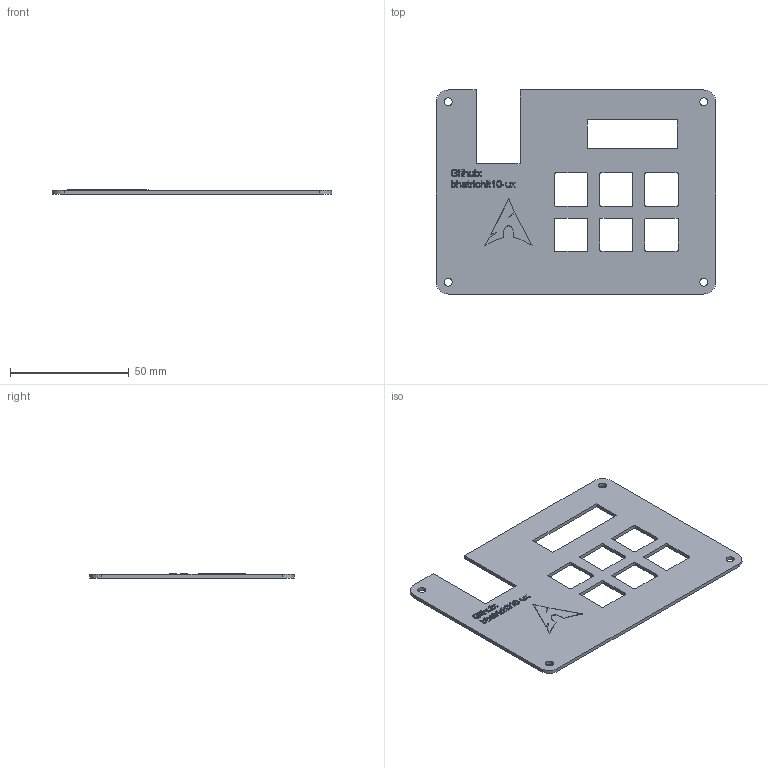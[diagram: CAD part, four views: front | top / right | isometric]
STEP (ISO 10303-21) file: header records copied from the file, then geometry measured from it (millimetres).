
FILE_DESCRIPTION(/* description */ (''),/* implementation_level */ '2;1');
FILE_NAME(/* name */ '4c309a69-b134-4ae2-9654-9e9f4d495f8c.stp',/* time_stamp */ '2025-12-17T03:58:20Z',/* author */ (''),/* organization */ (''),/* preprocessor_version */ 'ST-DEVELOPER v20.1',/* originating_system */ 'Autodesk Translation Framework v14.24.0.0',/* authorisation */ '');
FILE_SCHEMA (('AUTOMOTIVE_DESIGN { 1 0 10303 214 3 1 1 }'));
Length unit declared in the file: millimetre
Products named in the file (1): 2025-12-17-09-03-03-755
Bounding box: 117.63 x 85.92 x 1.7 mm (x, y, z)
Volume: 11798.1 mm3; surface area: 17151.8 mm2
Topology: 1 solids, 1 shells, 482 faces, 1347 edges, 898 vertices
Faces by surface type: plane 228, bspline 222, cylinder 32
Full cylindrical faces by diameter (mm): 3.4 x4
Entity records: 17432 total; most frequent: CARTESIAN_POINT 6446, ORIENTED_EDGE 2694, DIRECTION 1489, EDGE_CURVE 1347, VERTEX_POINT 898, LINE 839, VECTOR 839, EDGE_LOOP 535
